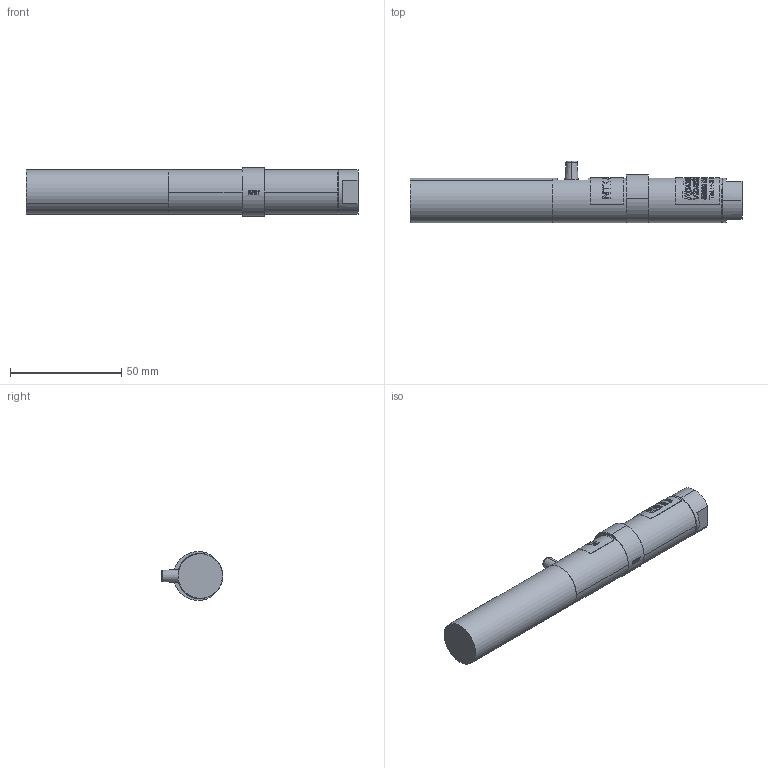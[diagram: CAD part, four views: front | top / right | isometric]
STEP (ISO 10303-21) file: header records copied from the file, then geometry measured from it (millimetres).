
FILE_DESCRIPTION (( 'STEP AP214' ), '1' );
FILE_NAME ('NTK 8 AL MG #03308700+83308700+83308710.STEP', '2023-03-27T14:31:25', ( '' ), ( '' ), 'SwSTEP 2.0', 'SolidWorks 2022', '' );
FILE_SCHEMA (( 'AUTOMOTIVE_DESIGN' ));
Length unit declared in the file: millimetre
Products named in the file (1): NTK 8 AL MG #03308700+83308700+83308710
Bounding box: 149 x 27.5 x 22 mm (x, y, z)
Volume: 38731.6 mm3; surface area: 25666.7 mm2
Topology: 11 solids, 11 shells, 348 faces, 1434 edges, 1212 vertices
Faces by surface type: cylinder 165, plane 99, cone 50, torus 18, bspline 16
Entity records: 25594 total; most frequent: CARTESIAN_POINT 12883, ORIENTED_EDGE 2856, DIRECTION 1883, EDGE_CURVE 1428, VERTEX_POINT 1212, AXIS2_PLACEMENT_3D 755, B_SPLINE_CURVE_WITH_KNOTS 619, EDGE_LOOP 470
